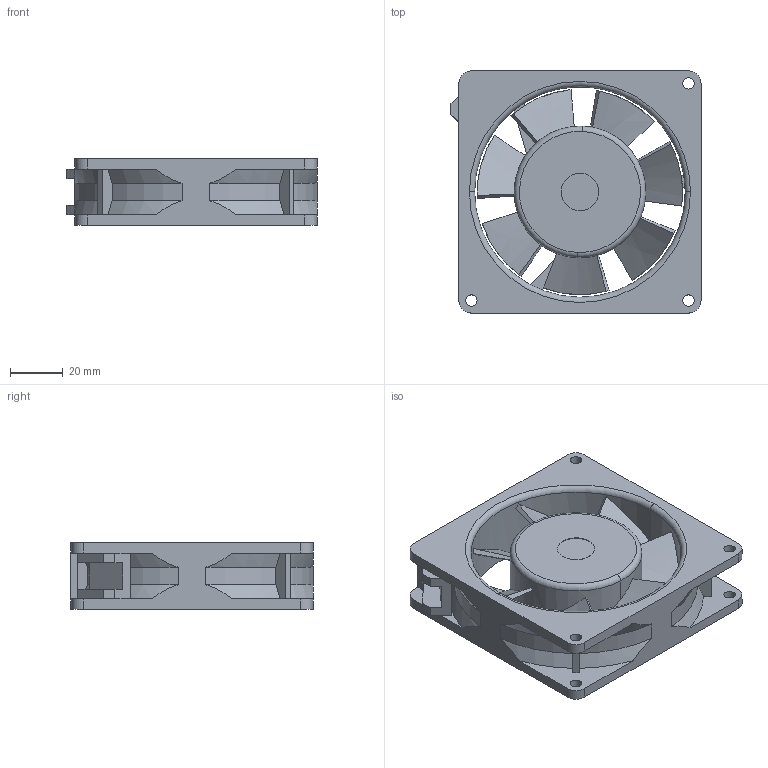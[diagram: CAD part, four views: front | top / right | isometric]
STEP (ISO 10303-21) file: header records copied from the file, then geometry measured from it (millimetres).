
FILE_DESCRIPTION (( 'STEP AP214' ), '1' );
FILE_NAME ('3906_ebm-papst.step', '2017-10-24T14:41:58', ( '' ), ( '' ), 'SwSTEP 2.0', 'SolidWorks 2010', '' );
FILE_SCHEMA (( 'AUTOMOTIVE_DESIGN' ));
Length unit declared in the file: millimetre
Products named in the file (4): Fan-House_3906_ebm-papst_3906_ebm-papst; 3906_ebm-papst; Fan_3906_ebm-papst_3906_ebm-papst; Contact_3906_ebm-papst_3906_ebm-papst
Assembly tree (3 placements, depth 2):
  3906_ebm-papst
    Contact_3906_ebm-papst_3906_ebm-papst
    Fan_3906_ebm-papst_3906_ebm-papst
    Fan-House_3906_ebm-papst_3906_ebm-papst
Bounding box: 95 x 92 x 25.4 mm (x, y, z)
Volume: 116619.1 mm3; surface area: 43984.7 mm2
Topology: 3 solids, 3 shells, 147 faces, 401 edges, 266 vertices
Faces by surface type: plane 64, cylinder 47, bspline 16, cone 16, torus 4
Entity records: 5298 total; most frequent: CARTESIAN_POINT 1560, ORIENTED_EDGE 802, DIRECTION 681, EDGE_CURVE 401, VERTEX_POINT 266, AXIS2_PLACEMENT_3D 245, VECTOR 191, LINE 191
